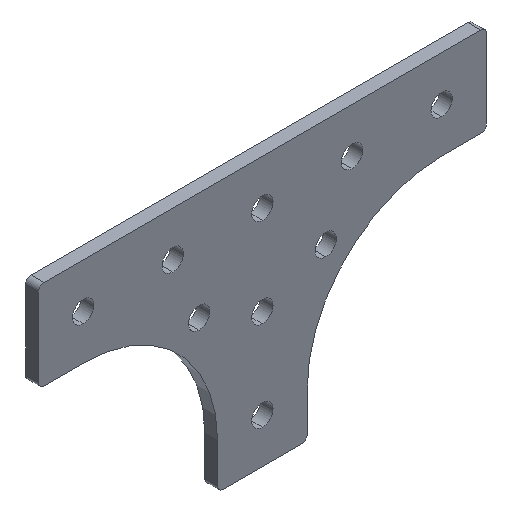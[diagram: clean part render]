
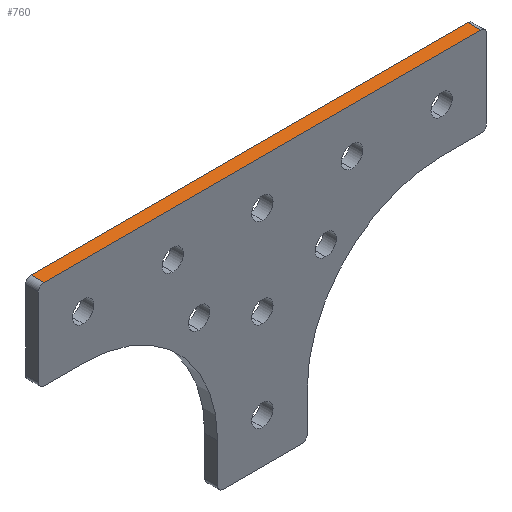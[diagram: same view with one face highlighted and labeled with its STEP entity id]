
A CAD part, isometric view. The second image highlights one B-rep face of the part: STEP entity #760.
In plain terms, the highlighted planar face has unit normal (0, 0, 1).
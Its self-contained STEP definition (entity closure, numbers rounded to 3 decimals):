
#59 = CARTESIAN_POINT ( 'NONE',  ( 16., 0., 0. ) ) ;
#169 = LINE ( 'NONE', #1180, #203 ) ;
#203 = VECTOR ( 'NONE', #513, 1000. ) ;
#246 = ORIENTED_EDGE ( 'NONE', *, *, #938, .T. ) ;
#283 = CARTESIAN_POINT ( 'NONE',  ( 47., 0., 0. ) ) ;
#326 = LINE ( 'NONE', #446, #891 ) ;
#360 = VECTOR ( 'NONE', #535, 1000. ) ;
#371 = DIRECTION ( 'NONE',  ( 0., -1., 0. ) ) ;
#403 = EDGE_CURVE ( 'NONE', #615, #931, #916, .T. ) ;
#446 = CARTESIAN_POINT ( 'NONE',  ( 16., 0., 0. ) ) ;
#488 = PLANE ( 'NONE',  #878 ) ;
#513 = DIRECTION ( 'NONE',  ( 1., 0., 0. ) ) ;
#535 = DIRECTION ( 'NONE',  ( 0., 1., 0. ) ) ;
#556 = DIRECTION ( 'NONE',  ( 0., 0., 1. ) ) ;
#557 = EDGE_LOOP ( 'NONE', ( #246, #779, #1154, #1009 ) ) ;
#560 = VERTEX_POINT ( 'NONE', #283 ) ;
#615 = VERTEX_POINT ( 'NONE', #1253 ) ;
#621 = LINE ( 'NONE', #921, #360 ) ;
#729 = VECTOR ( 'NONE', #371, 1000. ) ;
#760 = ADVANCED_FACE ( 'NONE', ( #816 ), #488, .T. ) ;
#779 = ORIENTED_EDGE ( 'NONE', *, *, #873, .T. ) ;
#816 = FACE_OUTER_BOUND ( 'NONE', #557, .T. ) ;
#846 = DIRECTION ( 'NONE',  ( -1., 0., 0. ) ) ;
#873 = EDGE_CURVE ( 'NONE', #560, #1151, #621, .T. ) ;
#878 = AXIS2_PLACEMENT_3D ( 'NONE', #59, #556, #846 ) ;
#891 = VECTOR ( 'NONE', #1118, 1000. ) ;
#916 = LINE ( 'NONE', #1267, #729 ) ;
#921 = CARTESIAN_POINT ( 'NONE',  ( 47., 2.286, 0. ) ) ;
#928 = CARTESIAN_POINT ( 'NONE',  ( -31., 0., 0. ) ) ;
#931 = VERTEX_POINT ( 'NONE', #928 ) ;
#938 = EDGE_CURVE ( 'NONE', #931, #560, #326, .T. ) ;
#1009 = ORIENTED_EDGE ( 'NONE', *, *, #403, .T. ) ;
#1080 = EDGE_CURVE ( 'NONE', #615, #1151, #169, .T. ) ;
#1095 = CARTESIAN_POINT ( 'NONE',  ( 47., 2.286, 0. ) ) ;
#1118 = DIRECTION ( 'NONE',  ( 1., 0., 0. ) ) ;
#1151 = VERTEX_POINT ( 'NONE', #1095 ) ;
#1154 = ORIENTED_EDGE ( 'NONE', *, *, #1080, .F. ) ;
#1180 = CARTESIAN_POINT ( 'NONE',  ( 16., 2.286, 0. ) ) ;
#1253 = CARTESIAN_POINT ( 'NONE',  ( -31., 2.286, 0. ) ) ;
#1267 = CARTESIAN_POINT ( 'NONE',  ( -31., 0., 0. ) ) ;
